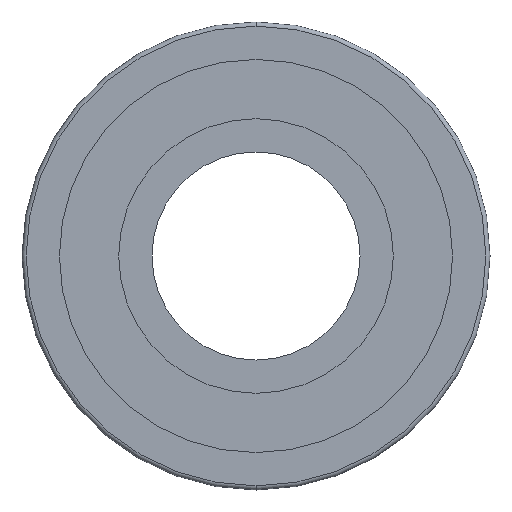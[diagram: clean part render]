
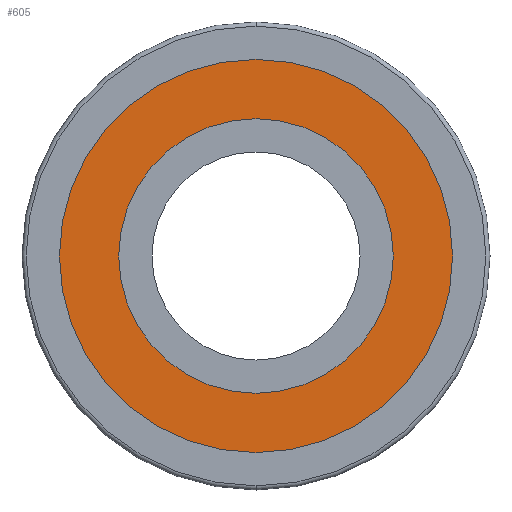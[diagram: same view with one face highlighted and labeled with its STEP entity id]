
A CAD part, front view. The second image highlights one B-rep face of the part: STEP entity #605.
In plain terms, the highlighted planar face has unit normal (0, -1, 0).
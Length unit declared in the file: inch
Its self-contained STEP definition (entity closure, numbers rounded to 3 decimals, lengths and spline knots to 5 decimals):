
#4 = CARTESIAN_POINT ( 'NONE',  ( 0., 0.1, 0.4725 ) ) ;
#7 = VERTEX_POINT ( 'NONE', #205 ) ;
#10 = EDGE_LOOP ( 'NONE', ( #125, #303 ) ) ;
#85 = AXIS2_PLACEMENT_3D ( 'NONE', #270, #260, #258 ) ;
#99 = ORIENTED_EDGE ( 'NONE', *, *, #442, .T. ) ;
#115 = AXIS2_PLACEMENT_3D ( 'NONE', #380, #378, #376 ) ;
#117 = AXIS2_PLACEMENT_3D ( 'NONE', #388, #386, #384 ) ;
#125 = ORIENTED_EDGE ( 'NONE', *, *, #342, .F. ) ;
#138 = VERTEX_POINT ( 'NONE', #512 ) ;
#166 = AXIS2_PLACEMENT_3D ( 'NONE', #559, #558, #557 ) ;
#184 = AXIS2_PLACEMENT_3D ( 'NONE', #602, #600, #597 ) ;
#205 = CARTESIAN_POINT ( 'NONE',  ( 0., 0.1, -0.33 ) ) ;
#221 = EDGE_LOOP ( 'NONE', ( #99, #251 ) ) ;
#251 = ORIENTED_EDGE ( 'NONE', *, *, #360, .T. ) ;
#258 = DIRECTION ( 'NONE',  ( 0., 0., -1. ) ) ;
#260 = DIRECTION ( 'NONE',  ( 0., -1., 0. ) ) ;
#270 = CARTESIAN_POINT ( 'NONE',  ( 0., 0.1, 0. ) ) ;
#276 = PLANE ( 'NONE',  #85 ) ;
#303 = ORIENTED_EDGE ( 'NONE', *, *, #449, .F. ) ;
#304 = VERTEX_POINT ( 'NONE', #4 ) ;
#342 = EDGE_CURVE ( 'NONE', #7, #138, #637, .T. ) ;
#353 = CARTESIAN_POINT ( 'NONE',  ( 0., 0.1, -0.4725 ) ) ;
#360 = EDGE_CURVE ( 'NONE', #304, #467, #611, .T. ) ;
#376 = DIRECTION ( 'NONE',  ( 0., 0., -1. ) ) ;
#378 = DIRECTION ( 'NONE',  ( 0., -1., 0. ) ) ;
#380 = CARTESIAN_POINT ( 'NONE',  ( 0., 0.1, 0. ) ) ;
#384 = DIRECTION ( 'NONE',  ( 0., 0., -1. ) ) ;
#386 = DIRECTION ( 'NONE',  ( 0., -1., 0. ) ) ;
#388 = CARTESIAN_POINT ( 'NONE',  ( 0., 0.1, 0. ) ) ;
#412 = FACE_BOUND ( 'NONE', #10, .T. ) ;
#442 = EDGE_CURVE ( 'NONE', #467, #304, #519, .T. ) ;
#449 = EDGE_CURVE ( 'NONE', #138, #7, #527, .T. ) ;
#467 = VERTEX_POINT ( 'NONE', #353 ) ;
#496 = FACE_OUTER_BOUND ( 'NONE', #221, .T. ) ;
#512 = CARTESIAN_POINT ( 'NONE',  ( 0., 0.1, 0.33 ) ) ;
#519 = CIRCLE ( 'NONE', #117, 0.4725 ) ;
#527 = CIRCLE ( 'NONE', #115, 0.33 ) ;
#557 = DIRECTION ( 'NONE',  ( 0., 0., -1. ) ) ;
#558 = DIRECTION ( 'NONE',  ( 0., -1., 0. ) ) ;
#559 = CARTESIAN_POINT ( 'NONE',  ( 0., 0.1, 0. ) ) ;
#597 = DIRECTION ( 'NONE',  ( 0., 0., -1. ) ) ;
#600 = DIRECTION ( 'NONE',  ( 0., -1., 0. ) ) ;
#602 = CARTESIAN_POINT ( 'NONE',  ( 0., 0.1, 0. ) ) ;
#605 = ADVANCED_FACE ( 'NONE', ( #412, #496 ), #276, .T. ) ;
#611 = CIRCLE ( 'NONE', #166, 0.4725 ) ;
#637 = CIRCLE ( 'NONE', #184, 0.33 ) ;
